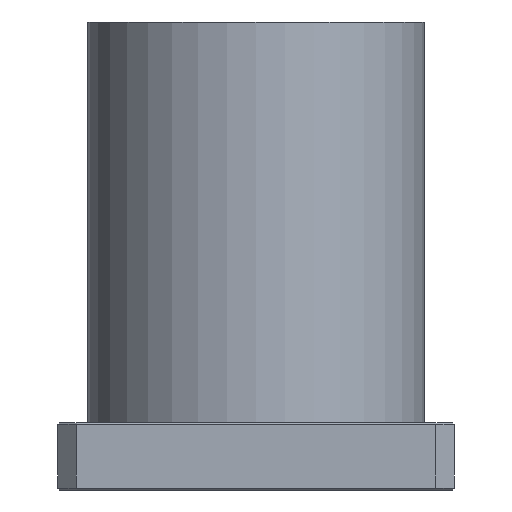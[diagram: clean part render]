
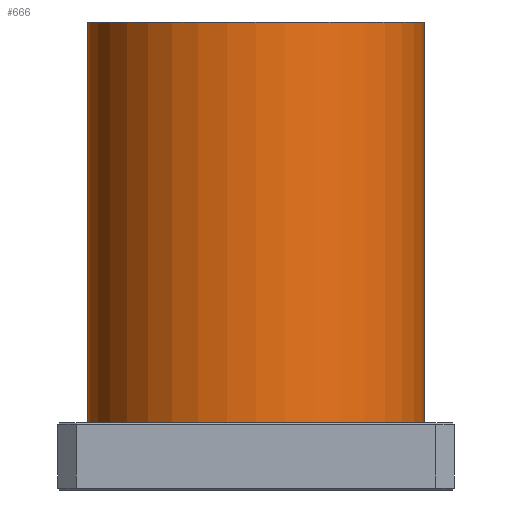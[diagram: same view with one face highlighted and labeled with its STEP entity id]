
A CAD part, front view. The second image highlights one B-rep face of the part: STEP entity #666.
In plain terms, the highlighted cylindrical face has radius 45 mm (diameter 90 mm), a full revolution.
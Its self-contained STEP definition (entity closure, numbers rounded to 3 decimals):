
#24=CYLINDRICAL_SURFACE('',#746,45.);
#40=CIRCLE('',#704,45.);
#59=CIRCLE('',#747,45.);
#96=FACE_OUTER_BOUND('',#151,.T.);
#151=EDGE_LOOP('',(#581,#582,#583,#584));
#220=LINE('',#1115,#286);
#286=VECTOR('',#931,45.);
#310=VERTEX_POINT('',#1010);
#340=VERTEX_POINT('',#1113);
#374=EDGE_CURVE('',#310,#310,#40,.T.);
#423=EDGE_CURVE('',#340,#340,#59,.T.);
#424=EDGE_CURVE('',#340,#310,#220,.T.);
#581=ORIENTED_EDGE('',*,*,#423,.T.);
#582=ORIENTED_EDGE('',*,*,#424,.T.);
#583=ORIENTED_EDGE('',*,*,#374,.F.);
#584=ORIENTED_EDGE('',*,*,#424,.F.);
#666=ADVANCED_FACE('',(#96),#24,.T.);
#704=AXIS2_PLACEMENT_3D('',#1011,#813,#814);
#746=AXIS2_PLACEMENT_3D('',#1112,#927,#928);
#747=AXIS2_PLACEMENT_3D('',#1114,#929,#930);
#813=DIRECTION('center_axis',(0.,0.,-1.));
#814=DIRECTION('ref_axis',(-1.,0.,0.));
#927=DIRECTION('center_axis',(0.,0.,1.));
#928=DIRECTION('ref_axis',(-1.,0.,0.));
#929=DIRECTION('center_axis',(0.,0.,-1.));
#930=DIRECTION('ref_axis',(-1.,0.,0.));
#931=DIRECTION('',(0.,0.,-1.));
#1010=CARTESIAN_POINT('',(45.,0.,18.));
#1011=CARTESIAN_POINT('Origin',(0.,0.,18.));
#1112=CARTESIAN_POINT('Origin',(0.,0.,18.));
#1113=CARTESIAN_POINT('',(45.,0.,125.));
#1114=CARTESIAN_POINT('Origin',(0.,0.,125.));
#1115=CARTESIAN_POINT('',(45.,0.,18.));
